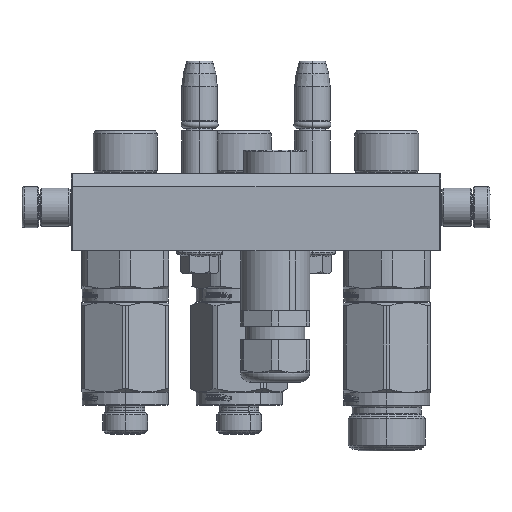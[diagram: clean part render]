
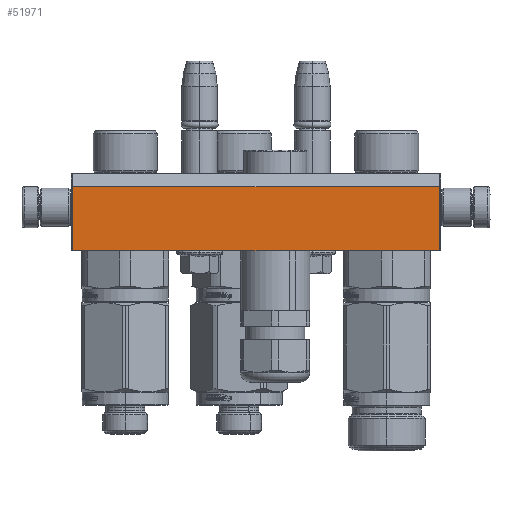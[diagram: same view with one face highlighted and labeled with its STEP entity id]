
A CAD part, left-side view. The second image highlights one B-rep face of the part: STEP entity #51971.
In plain terms, the highlighted face is planar.
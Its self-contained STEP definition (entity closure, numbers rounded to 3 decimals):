
#103 = PLANE ( 'NONE',  #63441 ) ;
#3619 = EDGE_CURVE ( 'NONE', #66564, #78940, #10928, .T. ) ;
#5229 = DIRECTION ( 'NONE',  ( 0., 1., 0. ) ) ;
#6890 = CARTESIAN_POINT ( 'NONE',  ( 143.5, 5., -90. ) ) ;
#10669 = FACE_OUTER_BOUND ( 'NONE', #52342, .T. ) ;
#10916 = VECTOR ( 'NONE', #20649, 1000. ) ;
#10928 = LINE ( 'NONE', #15235, #25939 ) ;
#12252 = EDGE_CURVE ( 'NONE', #81186, #78940, #73177, .T. ) ;
#13424 = DIRECTION ( 'NONE',  ( 0., 1., 0. ) ) ;
#15235 = CARTESIAN_POINT ( 'NONE',  ( 143.5, 30., -90. ) ) ;
#16397 = VECTOR ( 'NONE', #13424, 1000. ) ;
#18172 = EDGE_CURVE ( 'NONE', #39319, #66564, #48477, .T. ) ;
#18837 = DIRECTION ( 'NONE',  ( -1., 0., 0. ) ) ;
#19386 = DIRECTION ( 'NONE',  ( 0., 0., -1. ) ) ;
#19907 = CARTESIAN_POINT ( 'NONE',  ( 143.5, 5., -90. ) ) ;
#20649 = DIRECTION ( 'NONE',  ( -1., 0., 0. ) ) ;
#25939 = VECTOR ( 'NONE', #34618, 1000. ) ;
#32172 = ORIENTED_EDGE ( 'NONE', *, *, #61632, .T. ) ;
#34618 = DIRECTION ( 'NONE',  ( -1., 0., 0. ) ) ;
#39319 = VERTEX_POINT ( 'NONE', #6890 ) ;
#43723 = CARTESIAN_POINT ( 'NONE',  ( 143.5, 30., -90. ) ) ;
#45035 = LINE ( 'NONE', #52276, #10916 ) ;
#45234 = VECTOR ( 'NONE', #5229, 1000. ) ;
#48477 = LINE ( 'NONE', #19907, #16397 ) ;
#49447 = CARTESIAN_POINT ( 'NONE',  ( 0.5, 5., -90. ) ) ;
#51971 = ADVANCED_FACE ( 'NONE', ( #10669 ), #103, .T. ) ;
#52276 = CARTESIAN_POINT ( 'NONE',  ( 143.5, 5., -90. ) ) ;
#52342 = EDGE_LOOP ( 'NONE', ( #70668, #72468, #32172, #73265 ) ) ;
#57174 = CARTESIAN_POINT ( 'NONE',  ( 144., 0., -90. ) ) ;
#61632 = EDGE_CURVE ( 'NONE', #39319, #81186, #45035, .T. ) ;
#63441 = AXIS2_PLACEMENT_3D ( 'NONE', #57174, #19386, #18837 ) ;
#66564 = VERTEX_POINT ( 'NONE', #43723 ) ;
#69758 = CARTESIAN_POINT ( 'NONE',  ( 0.5, 5., -90. ) ) ;
#69895 = CARTESIAN_POINT ( 'NONE',  ( 0.5, 30., -90. ) ) ;
#70668 = ORIENTED_EDGE ( 'NONE', *, *, #3619, .F. ) ;
#72468 = ORIENTED_EDGE ( 'NONE', *, *, #18172, .F. ) ;
#73177 = LINE ( 'NONE', #69758, #45234 ) ;
#73265 = ORIENTED_EDGE ( 'NONE', *, *, #12252, .T. ) ;
#78940 = VERTEX_POINT ( 'NONE', #69895 ) ;
#81186 = VERTEX_POINT ( 'NONE', #49447 ) ;
